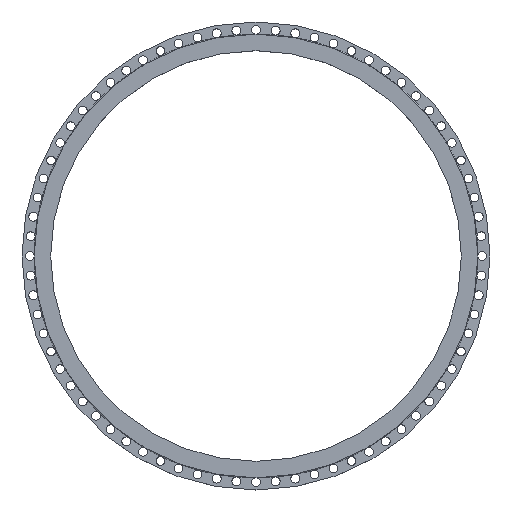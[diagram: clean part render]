
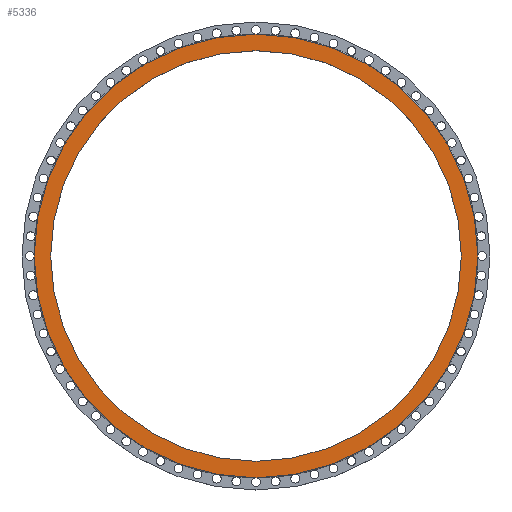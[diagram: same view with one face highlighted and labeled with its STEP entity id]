
A CAD part, top view. The second image highlights one B-rep face of the part: STEP entity #5336.
In plain terms, the highlighted planar face has unit normal (0, 0, 1).
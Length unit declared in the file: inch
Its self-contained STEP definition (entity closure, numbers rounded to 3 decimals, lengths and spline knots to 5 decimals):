
#122 = CARTESIAN_POINT ( 'NONE',  ( 29.5, 0., 0. ) ) ;
#125 = CIRCLE ( 'NONE', #2734, 29.5 ) ;
#233 = CARTESIAN_POINT ( 'NONE',  ( 0., 0., 0. ) ) ;
#269 = VERTEX_POINT ( 'NONE', #122 ) ;
#383 = AXIS2_PLACEMENT_3D ( 'NONE', #6863, #3619, #3193 ) ;
#439 = PLANE ( 'NONE',  #1100 ) ;
#474 = FACE_BOUND ( 'NONE', #2932, .T. ) ;
#813 = EDGE_CURVE ( 'NONE', #6601, #269, #125, .T. ) ;
#1100 = AXIS2_PLACEMENT_3D ( 'NONE', #4266, #1461, #2603 ) ;
#1221 = EDGE_LOOP ( 'NONE', ( #3208, #1829 ) ) ;
#1272 = VERTEX_POINT ( 'NONE', #5976 ) ;
#1461 = DIRECTION ( 'NONE',  ( 0., 0., -1. ) ) ;
#1741 = DIRECTION ( 'NONE',  ( 0., 0., 1. ) ) ;
#1829 = ORIENTED_EDGE ( 'NONE', *, *, #2782, .T. ) ;
#1867 = VERTEX_POINT ( 'NONE', #5510 ) ;
#1910 = EDGE_CURVE ( 'NONE', #1272, #1867, #5670, .T. ) ;
#1929 = DIRECTION ( 'NONE',  ( 0., 0., 1. ) ) ;
#2315 = ORIENTED_EDGE ( 'NONE', *, *, #813, .F. ) ;
#2334 = DIRECTION ( 'NONE',  ( 1., 0., 0. ) ) ;
#2437 = DIRECTION ( 'NONE',  ( 1., 0., 0. ) ) ;
#2603 = DIRECTION ( 'NONE',  ( -1., 0., 0. ) ) ;
#2639 = AXIS2_PLACEMENT_3D ( 'NONE', #3393, #5540, #2334 ) ;
#2682 = DIRECTION ( 'NONE',  ( 1., 0., 0. ) ) ;
#2734 = AXIS2_PLACEMENT_3D ( 'NONE', #4870, #1741, #2682 ) ;
#2782 = EDGE_CURVE ( 'NONE', #1867, #1272, #3433, .T. ) ;
#2932 = EDGE_LOOP ( 'NONE', ( #3532, #2315 ) ) ;
#3193 = DIRECTION ( 'NONE',  ( 1., 0., 0. ) ) ;
#3208 = ORIENTED_EDGE ( 'NONE', *, *, #1910, .T. ) ;
#3393 = CARTESIAN_POINT ( 'NONE',  ( 0., 0., 0. ) ) ;
#3433 = CIRCLE ( 'NONE', #383, 31.875 ) ;
#3532 = ORIENTED_EDGE ( 'NONE', *, *, #4737, .F. ) ;
#3619 = DIRECTION ( 'NONE',  ( 0., 0., 1. ) ) ;
#4125 = CARTESIAN_POINT ( 'NONE',  ( -29.5, 0., 0. ) ) ;
#4266 = CARTESIAN_POINT ( 'NONE',  ( 0., 29.5, 0. ) ) ;
#4737 = EDGE_CURVE ( 'NONE', #269, #6601, #5596, .T. ) ;
#4870 = CARTESIAN_POINT ( 'NONE',  ( 0., 0., 0. ) ) ;
#5289 = FACE_OUTER_BOUND ( 'NONE', #1221, .T. ) ;
#5336 = ADVANCED_FACE ( 'NONE', ( #474, #5289 ), #439, .F. ) ;
#5510 = CARTESIAN_POINT ( 'NONE',  ( -31.875, 0., 0. ) ) ;
#5540 = DIRECTION ( 'NONE',  ( 0., 0., 1. ) ) ;
#5596 = CIRCLE ( 'NONE', #5945, 29.5 ) ;
#5670 = CIRCLE ( 'NONE', #2639, 31.875 ) ;
#5945 = AXIS2_PLACEMENT_3D ( 'NONE', #233, #1929, #2437 ) ;
#5976 = CARTESIAN_POINT ( 'NONE',  ( 31.875, 0., 0. ) ) ;
#6601 = VERTEX_POINT ( 'NONE', #4125 ) ;
#6863 = CARTESIAN_POINT ( 'NONE',  ( 0., 0., 0. ) ) ;
